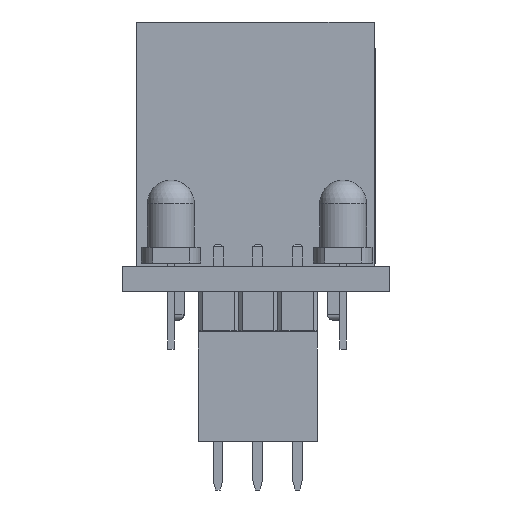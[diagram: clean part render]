
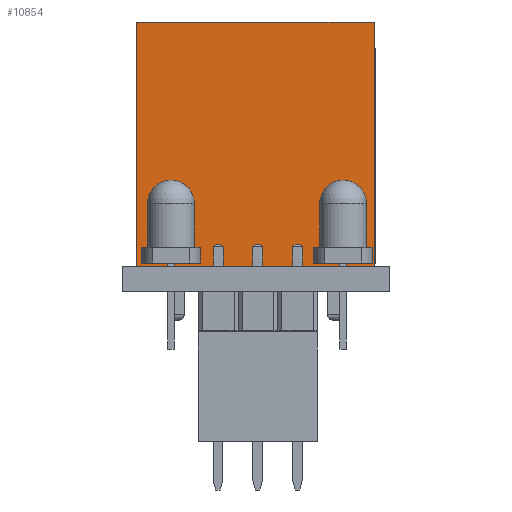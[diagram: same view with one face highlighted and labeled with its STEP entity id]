
A CAD part, left-side view. The second image highlights one B-rep face of the part: STEP entity #10854.
In plain terms, the highlighted planar face has unit normal (-1, 0, 0).
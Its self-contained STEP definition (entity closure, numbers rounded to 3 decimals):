
#3842 = PLANE('',#3843);
#3843 = AXIS2_PLACEMENT_3D('',#3844,#3845,#3846);
#3844 = CARTESIAN_POINT('',(40.077,-10.985,11.2));
#3845 = DIRECTION('',(0.,0.,-1.));
#3846 = DIRECTION('',(-1.,0.,0.));
#7114 = EDGE_CURVE('',#7115,#7117,#7119,.T.);
#7115 = VERTEX_POINT('',#7116);
#7116 = CARTESIAN_POINT('',(9.977,5.215,11.2));
#7117 = VERTEX_POINT('',#7118);
#7118 = CARTESIAN_POINT('',(9.977,-9.985,11.2));
#7119 = SURFACE_CURVE('',#7120,(#7124,#7131),.PCURVE_S1.);
#7120 = LINE('',#7121,#7122);
#7121 = CARTESIAN_POINT('',(9.977,5.215,11.2));
#7122 = VECTOR('',#7123,1.);
#7123 = DIRECTION('',(0.,-1.,0.));
#7124 = PCURVE('',#3842,#7125);
#7125 = DEFINITIONAL_REPRESENTATION('',(#7126),#7130);
#7126 = LINE('',#7127,#7128);
#7127 = CARTESIAN_POINT('',(30.1,16.2));
#7128 = VECTOR('',#7129,1.);
#7129 = DIRECTION('',(0.,-1.));
#7130 = ( GEOMETRIC_REPRESENTATION_CONTEXT(2) 
PARAMETRIC_REPRESENTATION_CONTEXT() REPRESENTATION_CONTEXT('2D SPACE',''
  ) );
#7131 = PCURVE('',#7132,#7137);
#7132 = PLANE('',#7133);
#7133 = AXIS2_PLACEMENT_3D('',#7134,#7135,#7136);
#7134 = CARTESIAN_POINT('',(9.977,5.215,11.2));
#7135 = DIRECTION('',(1.,0.,0.));
#7136 = DIRECTION('',(0.,-1.,0.));
#7137 = DEFINITIONAL_REPRESENTATION('',(#7138),#7142);
#7138 = LINE('',#7139,#7140);
#7139 = CARTESIAN_POINT('',(0.,0.));
#7140 = VECTOR('',#7141,1.);
#7141 = DIRECTION('',(1.,0.));
#7142 = ( GEOMETRIC_REPRESENTATION_CONTEXT(2) 
PARAMETRIC_REPRESENTATION_CONTEXT() REPRESENTATION_CONTEXT('2D SPACE',''
  ) );
#7160 = PLANE('',#7161);
#7161 = AXIS2_PLACEMENT_3D('',#7162,#7163,#7164);
#7162 = CARTESIAN_POINT('',(9.977,-9.985,11.2));
#7163 = DIRECTION('',(0.,-1.,0.));
#7164 = DIRECTION('',(1.,0.,0.));
#7214 = PLANE('',#7215);
#7215 = AXIS2_PLACEMENT_3D('',#7216,#7217,#7218);
#7216 = CARTESIAN_POINT('',(9.977,5.215,11.2));
#7217 = DIRECTION('',(0.,-1.,0.));
#7218 = DIRECTION('',(1.,0.,0.));
#10854 = ADVANCED_FACE('',(#10855),#7132,.F.);
#10855 = FACE_BOUND('',#10856,.F.);
#10856 = EDGE_LOOP('',(#10857,#10858,#10881,#10909));
#10857 = ORIENTED_EDGE('',*,*,#7114,.F.);
#10858 = ORIENTED_EDGE('',*,*,#10859,.T.);
#10859 = EDGE_CURVE('',#7115,#10860,#10862,.T.);
#10860 = VERTEX_POINT('',#10861);
#10861 = CARTESIAN_POINT('',(9.977,5.215,26.8));
#10862 = SURFACE_CURVE('',#10863,(#10867,#10874),.PCURVE_S1.);
#10863 = LINE('',#10864,#10865);
#10864 = CARTESIAN_POINT('',(9.977,5.215,11.2));
#10865 = VECTOR('',#10866,1.);
#10866 = DIRECTION('',(0.,0.,1.));
#10867 = PCURVE('',#7132,#10868);
#10868 = DEFINITIONAL_REPRESENTATION('',(#10869),#10873);
#10869 = LINE('',#10870,#10871);
#10870 = CARTESIAN_POINT('',(0.,0.));
#10871 = VECTOR('',#10872,1.);
#10872 = DIRECTION('',(0.,-1.));
#10873 = ( GEOMETRIC_REPRESENTATION_CONTEXT(2) 
PARAMETRIC_REPRESENTATION_CONTEXT() REPRESENTATION_CONTEXT('2D SPACE',''
  ) );
#10874 = PCURVE('',#7214,#10875);
#10875 = DEFINITIONAL_REPRESENTATION('',(#10876),#10880);
#10876 = LINE('',#10877,#10878);
#10877 = CARTESIAN_POINT('',(0.,0.));
#10878 = VECTOR('',#10879,1.);
#10879 = DIRECTION('',(0.,1.));
#10880 = ( GEOMETRIC_REPRESENTATION_CONTEXT(2) 
PARAMETRIC_REPRESENTATION_CONTEXT() REPRESENTATION_CONTEXT('2D SPACE',''
  ) );
#10881 = ORIENTED_EDGE('',*,*,#10882,.T.);
#10882 = EDGE_CURVE('',#10860,#10883,#10885,.T.);
#10883 = VERTEX_POINT('',#10884);
#10884 = CARTESIAN_POINT('',(9.977,-9.985,26.8));
#10885 = SURFACE_CURVE('',#10886,(#10890,#10897),.PCURVE_S1.);
#10886 = LINE('',#10887,#10888);
#10887 = CARTESIAN_POINT('',(9.977,5.215,26.8));
#10888 = VECTOR('',#10889,1.);
#10889 = DIRECTION('',(0.,-1.,0.));
#10890 = PCURVE('',#7132,#10891);
#10891 = DEFINITIONAL_REPRESENTATION('',(#10892),#10896);
#10892 = LINE('',#10893,#10894);
#10893 = CARTESIAN_POINT('',(0.,-15.6));
#10894 = VECTOR('',#10895,1.);
#10895 = DIRECTION('',(1.,0.));
#10896 = ( GEOMETRIC_REPRESENTATION_CONTEXT(2) 
PARAMETRIC_REPRESENTATION_CONTEXT() REPRESENTATION_CONTEXT('2D SPACE',''
  ) );
#10897 = PCURVE('',#10898,#10903);
#10898 = PLANE('',#10899);
#10899 = AXIS2_PLACEMENT_3D('',#10900,#10901,#10902);
#10900 = CARTESIAN_POINT('',(9.977,5.215,26.8));
#10901 = DIRECTION('',(0.,0.,1.));
#10902 = DIRECTION('',(0.,-1.,0.));
#10903 = DEFINITIONAL_REPRESENTATION('',(#10904),#10908);
#10904 = LINE('',#10905,#10906);
#10905 = CARTESIAN_POINT('',(0.,0.));
#10906 = VECTOR('',#10907,1.);
#10907 = DIRECTION('',(1.,0.));
#10908 = ( GEOMETRIC_REPRESENTATION_CONTEXT(2) 
PARAMETRIC_REPRESENTATION_CONTEXT() REPRESENTATION_CONTEXT('2D SPACE',''
  ) );
#10909 = ORIENTED_EDGE('',*,*,#10910,.F.);
#10910 = EDGE_CURVE('',#7117,#10883,#10911,.T.);
#10911 = SURFACE_CURVE('',#10912,(#10916,#10923),.PCURVE_S1.);
#10912 = LINE('',#10913,#10914);
#10913 = CARTESIAN_POINT('',(9.977,-9.985,11.2));
#10914 = VECTOR('',#10915,1.);
#10915 = DIRECTION('',(0.,0.,1.));
#10916 = PCURVE('',#7132,#10917);
#10917 = DEFINITIONAL_REPRESENTATION('',(#10918),#10922);
#10918 = LINE('',#10919,#10920);
#10919 = CARTESIAN_POINT('',(15.2,0.));
#10920 = VECTOR('',#10921,1.);
#10921 = DIRECTION('',(0.,-1.));
#10922 = ( GEOMETRIC_REPRESENTATION_CONTEXT(2) 
PARAMETRIC_REPRESENTATION_CONTEXT() REPRESENTATION_CONTEXT('2D SPACE',''
  ) );
#10923 = PCURVE('',#7160,#10924);
#10924 = DEFINITIONAL_REPRESENTATION('',(#10925),#10929);
#10925 = LINE('',#10926,#10927);
#10926 = CARTESIAN_POINT('',(0.,0.));
#10927 = VECTOR('',#10928,1.);
#10928 = DIRECTION('',(0.,1.));
#10929 = ( GEOMETRIC_REPRESENTATION_CONTEXT(2) 
PARAMETRIC_REPRESENTATION_CONTEXT() REPRESENTATION_CONTEXT('2D SPACE',''
  ) );
